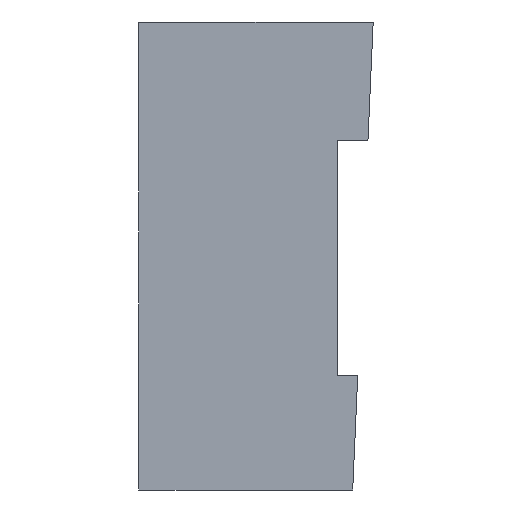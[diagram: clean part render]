
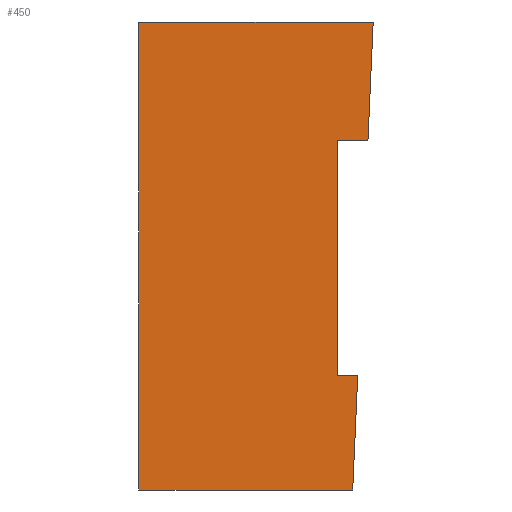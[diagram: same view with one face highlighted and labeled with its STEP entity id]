
A CAD part, left-side view. The second image highlights one B-rep face of the part: STEP entity #450.
In plain terms, the highlighted planar face has unit normal (-1, 0, 0).
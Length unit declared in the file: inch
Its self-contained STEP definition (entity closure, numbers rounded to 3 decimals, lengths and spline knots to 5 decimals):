
#8 = VECTOR ( 'NONE', #131, 39.37008 ) ;
#21 = LINE ( 'NONE', #178, #116 ) ;
#26 = LINE ( 'NONE', #206, #68 ) ;
#38 = LINE ( 'NONE', #168, #8 ) ;
#43 = FACE_OUTER_BOUND ( 'NONE', #366, .T. ) ;
#58 = VECTOR ( 'NONE', #199, 39.37008 ) ;
#60 = LINE ( 'NONE', #190, #58 ) ;
#62 = VECTOR ( 'NONE', #192, 39.37008 ) ;
#67 = LINE ( 'NONE', #207, #62 ) ;
#68 = VECTOR ( 'NONE', #189, 39.37008 ) ;
#94 = VECTOR ( 'NONE', #187, 39.37008 ) ;
#102 = LINE ( 'NONE', #176, #94 ) ;
#116 = VECTOR ( 'NONE', #181, 39.37008 ) ;
#118 = VECTOR ( 'NONE', #136, 39.37008 ) ;
#120 = LINE ( 'NONE', #149, #123 ) ;
#122 = LINE ( 'NONE', #128, #118 ) ;
#123 = VECTOR ( 'NONE', #151, 39.37008 ) ;
#128 = CARTESIAN_POINT ( 'NONE',  ( -0.785, 0., 0. ) ) ;
#131 = DIRECTION ( 'NONE',  ( 0., -1., 0. ) ) ;
#133 = VERTEX_POINT ( 'NONE', #147 ) ;
#136 = DIRECTION ( 'NONE',  ( 0., 0.044, -0.999 ) ) ;
#137 = CARTESIAN_POINT ( 'NONE',  ( -0.785, 0.394, -0.787 ) ) ;
#139 = VERTEX_POINT ( 'NONE', #145 ) ;
#140 = VERTEX_POINT ( 'NONE', #137 ) ;
#142 = VERTEX_POINT ( 'NONE', #163 ) ;
#144 = VERTEX_POINT ( 'NONE', #160 ) ;
#145 = CARTESIAN_POINT ( 'NONE',  ( -0.785, 0.03436, -0.787 ) ) ;
#147 = CARTESIAN_POINT ( 'NONE',  ( -0.785, 0.394, 0. ) ) ;
#149 = CARTESIAN_POINT ( 'NONE',  ( -0.785, 0.06, -0.787 ) ) ;
#151 = DIRECTION ( 'NONE',  ( 0., 0., -1. ) ) ;
#160 = CARTESIAN_POINT ( 'NONE',  ( -0.785, 0.06, -0.2 ) ) ;
#163 = CARTESIAN_POINT ( 'NONE',  ( -0.785, 0.02593, -0.594 ) ) ;
#168 = CARTESIAN_POINT ( 'NONE',  ( -0.785, 0., 0. ) ) ;
#176 = CARTESIAN_POINT ( 'NONE',  ( -0.785, 0., -0.594 ) ) ;
#178 = CARTESIAN_POINT ( 'NONE',  ( -0.785, 0., -0.787 ) ) ;
#181 = DIRECTION ( 'NONE',  ( 0., -1., 0. ) ) ;
#187 = DIRECTION ( 'NONE',  ( 0., -1., 0. ) ) ;
#189 = DIRECTION ( 'NONE',  ( 0., 0., 1. ) ) ;
#190 = CARTESIAN_POINT ( 'NONE',  ( -0.785, 0., -0.2 ) ) ;
#192 = DIRECTION ( 'NONE',  ( 0., 0.044, -0.999 ) ) ;
#199 = DIRECTION ( 'NONE',  ( 0., 1., 0. ) ) ;
#206 = CARTESIAN_POINT ( 'NONE',  ( -0.785, 0.394, -0.787 ) ) ;
#207 = CARTESIAN_POINT ( 'NONE',  ( -0.785, 0., 0. ) ) ;
#263 = EDGE_CURVE ( 'NONE', #133, #509, #38, .T. ) ;
#271 = AXIS2_PLACEMENT_3D ( 'NONE', #476, #461, #496 ) ;
#274 = EDGE_CURVE ( 'NONE', #509, #504, #122, .T. ) ;
#278 = EDGE_CURVE ( 'NONE', #144, #514, #120, .T. ) ;
#282 = EDGE_CURVE ( 'NONE', #514, #142, #102, .T. ) ;
#285 = EDGE_CURVE ( 'NONE', #140, #139, #21, .T. ) ;
#295 = EDGE_CURVE ( 'NONE', #140, #133, #26, .T. ) ;
#297 = EDGE_CURVE ( 'NONE', #142, #139, #67, .T. ) ;
#302 = EDGE_CURVE ( 'NONE', #504, #144, #60, .T. ) ;
#353 = ORIENTED_EDGE ( 'NONE', *, *, #274, .F. ) ;
#355 = ORIENTED_EDGE ( 'NONE', *, *, #302, .F. ) ;
#366 = EDGE_LOOP ( 'NONE', ( #353, #432, #371, #374, #396, #373, #401, #355 ) ) ;
#371 = ORIENTED_EDGE ( 'NONE', *, *, #295, .F. ) ;
#373 = ORIENTED_EDGE ( 'NONE', *, *, #282, .F. ) ;
#374 = ORIENTED_EDGE ( 'NONE', *, *, #285, .T. ) ;
#396 = ORIENTED_EDGE ( 'NONE', *, *, #297, .F. ) ;
#401 = ORIENTED_EDGE ( 'NONE', *, *, #278, .F. ) ;
#432 = ORIENTED_EDGE ( 'NONE', *, *, #263, .F. ) ;
#450 = ADVANCED_FACE ( 'NONE', ( #43 ), #477, .T. ) ;
#461 = DIRECTION ( 'NONE',  ( -1., 0., 0. ) ) ;
#463 = CARTESIAN_POINT ( 'NONE',  ( -0.785, 0., 0. ) ) ;
#471 = CARTESIAN_POINT ( 'NONE',  ( -0.785, 0.06, -0.594 ) ) ;
#476 = CARTESIAN_POINT ( 'NONE',  ( -0.785, 0., -0.787 ) ) ;
#477 = PLANE ( 'NONE',  #271 ) ;
#493 = CARTESIAN_POINT ( 'NONE',  ( -0.785, 0.00873, -0.2 ) ) ;
#496 = DIRECTION ( 'NONE',  ( 0., 0., 1. ) ) ;
#504 = VERTEX_POINT ( 'NONE', #493 ) ;
#509 = VERTEX_POINT ( 'NONE', #463 ) ;
#514 = VERTEX_POINT ( 'NONE', #471 ) ;
